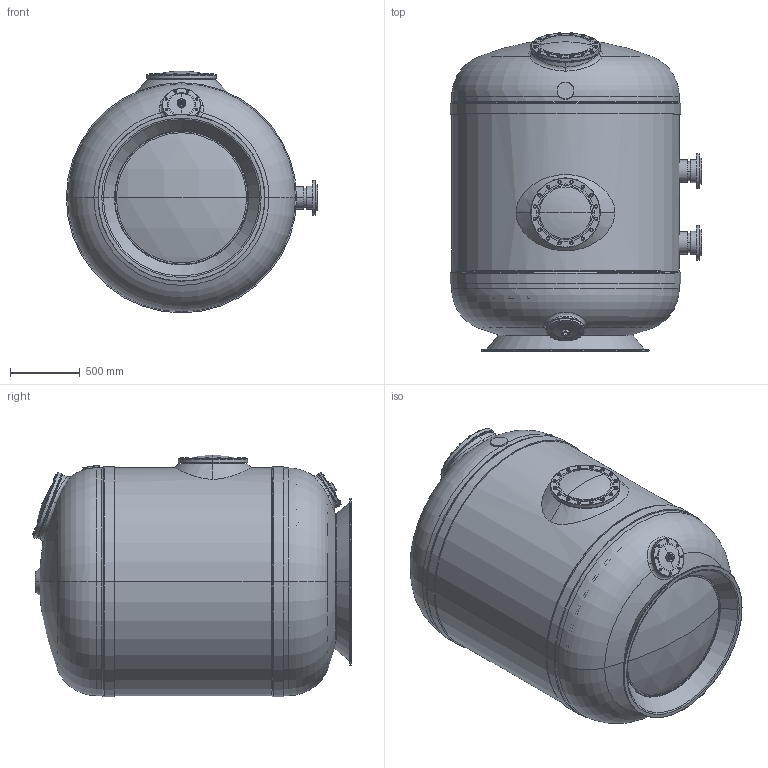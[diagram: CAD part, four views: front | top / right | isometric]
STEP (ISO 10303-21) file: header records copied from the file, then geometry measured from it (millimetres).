
FILE_DESCRIPTION (( 'STEP AP214' ), '1' );
FILE_NAME ('coral160c_nozzle_plate.STEP', '2020-07-07T13:43:43', ( '' ), ( '' ), 'SwSTEP 2.0', 'SolidWorks 2019', '' );
FILE_SCHEMA (( 'AUTOMOTIVE_DESIGN' ));
Length unit declared in the file: millimetre
Products named in the file (26): dished_top_160c.prt; washer_fi8.prt; cover_block_dn400.prt; washer_fi12.prt; pvc_tube_flange_140.prt; cover_block_dn400.asm; socket_ma1_140.prt; hex_screw_m8_40.prt; cylinder_160c.prt; sight_glass_3col.prt; loose_flange_pvc_140.prt; loose_flange_pvc_140.asm; gasket_block_dn400.prt; gasket_block_dn200.prt; stub_pvc_140.prt; gasket_sight_glass.prt; sight_glass_3col.asm; hex_screw_m12_50.prt; socket_ma3_50.prt; cover_block_dn200.asm; cover_block_dn200.prt; dished_bottom_160c.prt; coral160c_nozzle_plate; support_160c.prt
Assembly tree (107 placements, depth 3):
  coral160c_nozzle_plate
    support_160c.prt
    dished_bottom_160c.prt
    cylinder_160c.prt
    cover_block_dn200.asm
      cover_block_dn200.prt
      gasket_block_dn200.prt
      washer_fi8.prt  x8
      hex_screw_m8_40.prt  x8
      socket_ma3_50.prt
    socket_ma1_140.prt  x2
    cover_block_dn400.asm
      cover_block_dn400.prt
      gasket_block_dn400.prt
      washer_fi12.prt  x16
      hex_screw_m12_50.prt  x16
    dished_top_160c.prt
    sight_glass_3col.asm
      sight_glass_3col.prt
      gasket_sight_glass.prt
    cover_block_dn400.asm
      cover_block_dn400.prt
      gasket_block_dn400.prt
      washer_fi12.prt  x16
      hex_screw_m12_50.prt  x16
    pvc_tube_flange_140.prt  x2
    loose_flange_pvc_140.asm
      stub_pvc_140.prt
      loose_flange_pvc_140.prt
    loose_flange_pvc_140.asm
      stub_pvc_140.prt
      loose_flange_pvc_140.prt
Bounding box: 1805.2 x 2286.97 x 1737.28 mm (x, y, z)
Volume: 23859343.4 mm3; surface area: 31224128 mm2
Topology: 98 solids, 145 shells, 1788 faces, 4012 edges, 2470 vertices
Faces by surface type: cylinder 652, plane 546, cone 469, torus 97, sphere 12, bspline 12
Entity records: 34097 total; most frequent: CARTESIAN_POINT 15370, DIRECTION 3528, ORIENTED_EDGE 3086, EDGE_CURVE 1631, AXIS2_PLACEMENT_3D 1551, VERTEX_POINT 1056, EDGE_LOOP 909, CIRCLE 737
